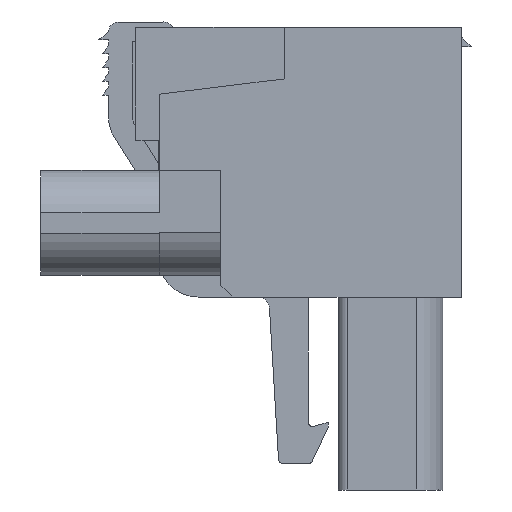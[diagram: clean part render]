
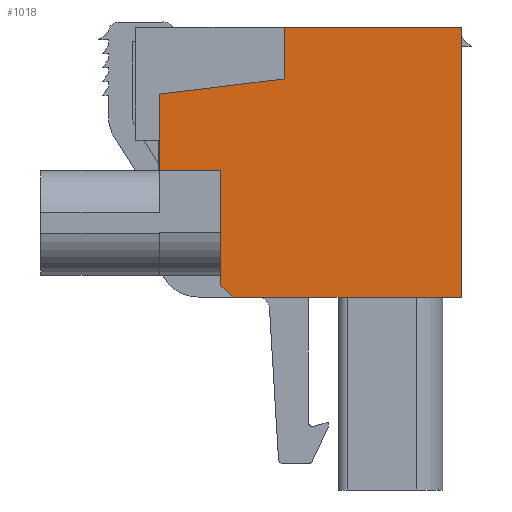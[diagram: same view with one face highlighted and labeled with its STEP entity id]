
A CAD part, left-side view. The second image highlights one B-rep face of the part: STEP entity #1018.
In plain terms, the highlighted planar face has unit normal (-1, 0, 0).
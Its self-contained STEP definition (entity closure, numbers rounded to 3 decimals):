
#986=AXIS2_PLACEMENT_3D('Plane Axis2P3D',#983,#984,#985) ;
#112=CARTESIAN_POINT('Vertex',(0.,9.455,23.375)) ;
#115=CARTESIAN_POINT('Line Origine',(0.,4.977,23.375)) ;
#119=CARTESIAN_POINT('Vertex',(0.,0.5,23.375)) ;
#405=CARTESIAN_POINT('Vertex',(0.,9.455,20.775)) ;
#408=CARTESIAN_POINT('Line Origine',(0.,9.455,22.075)) ;
#436=CARTESIAN_POINT('Vertex',(0.,15.755,20.001)) ;
#439=CARTESIAN_POINT('Line Origine',(0.,12.605,20.388)) ;
#469=CARTESIAN_POINT('Vertex',(0.,12.055,9.75)) ;
#472=CARTESIAN_POINT('Line Origine',(0.,12.355,10.05)) ;
#476=CARTESIAN_POINT('Vertex',(0.,12.655,10.35)) ;
#509=CARTESIAN_POINT('Vertex',(0.,0.5,9.75)) ;
#512=CARTESIAN_POINT('Line Origine',(0.,6.277,9.75)) ;
#909=CARTESIAN_POINT('Line Origine',(0.,0.5,16.563)) ;
#983=CARTESIAN_POINT('Axis2P3D Location',(0.,0.,0.)) ;
#988=CARTESIAN_POINT('Line Origine',(0.,15.755,18.076)) ;
#992=CARTESIAN_POINT('Vertex',(0.,15.755,16.15)) ;
#995=CARTESIAN_POINT('Line Origine',(0.,14.205,16.15)) ;
#999=CARTESIAN_POINT('Vertex',(0.,12.655,16.15)) ;
#1002=CARTESIAN_POINT('Line Origine',(0.,12.655,13.25)) ;
#116=DIRECTION('Vector Direction',(0.,-1.,0.)) ;
#409=DIRECTION('Vector Direction',(0.,0.,1.)) ;
#440=DIRECTION('Vector Direction',(0.,-0.993,0.122)) ;
#473=DIRECTION('Vector Direction',(0.,0.707,0.707)) ;
#513=DIRECTION('Vector Direction',(0.,1.,0.)) ;
#910=DIRECTION('Vector Direction',(0.,0.,-1.)) ;
#984=DIRECTION('Axis2P3D Direction',(-1.,0.,0.)) ;
#985=DIRECTION('Axis2P3D XDirection',(0.,0.,1.)) ;
#989=DIRECTION('Vector Direction',(0.,0.,1.)) ;
#996=DIRECTION('Vector Direction',(0.,1.,0.)) ;
#1003=DIRECTION('Vector Direction',(0.,0.,-1.)) ;
#117=VECTOR('Line Direction',#116,1.) ;
#410=VECTOR('Line Direction',#409,1.) ;
#441=VECTOR('Line Direction',#440,1.) ;
#474=VECTOR('Line Direction',#473,1.) ;
#514=VECTOR('Line Direction',#513,1.) ;
#911=VECTOR('Line Direction',#910,1.) ;
#990=VECTOR('Line Direction',#989,1.) ;
#997=VECTOR('Line Direction',#996,1.) ;
#1004=VECTOR('Line Direction',#1003,1.) ;
#1008=ORIENTED_EDGE('',*,*,#478,.T.) ;
#1009=ORIENTED_EDGE('',*,*,#516,.T.) ;
#1010=ORIENTED_EDGE('',*,*,#913,.T.) ;
#1011=ORIENTED_EDGE('',*,*,#121,.T.) ;
#1012=ORIENTED_EDGE('',*,*,#412,.T.) ;
#1013=ORIENTED_EDGE('',*,*,#443,.T.) ;
#1014=ORIENTED_EDGE('',*,*,#994,.T.) ;
#1015=ORIENTED_EDGE('',*,*,#1001,.F.) ;
#1016=ORIENTED_EDGE('',*,*,#1006,.F.) ;
#1018=ADVANCED_FACE('HOUSING',(#1017),#987,.T.) ;
#121=EDGE_CURVE('',#120,#113,#118,.F.) ;
#412=EDGE_CURVE('',#113,#406,#411,.F.) ;
#443=EDGE_CURVE('',#406,#437,#442,.F.) ;
#478=EDGE_CURVE('',#477,#470,#475,.F.) ;
#516=EDGE_CURVE('',#470,#510,#515,.F.) ;
#913=EDGE_CURVE('',#510,#120,#912,.F.) ;
#994=EDGE_CURVE('',#437,#993,#991,.F.) ;
#1001=EDGE_CURVE('',#1000,#993,#998,.T.) ;
#1006=EDGE_CURVE('',#477,#1000,#1005,.F.) ;
#1007=EDGE_LOOP('',(#1008,#1009,#1010,#1011,#1012,#1013,#1014,#1015,#1016)) ;
#1017=FACE_OUTER_BOUND('',#1007,.T.) ;
#118=LINE('Line',#115,#117) ;
#411=LINE('Line',#408,#410) ;
#442=LINE('Line',#439,#441) ;
#475=LINE('Line',#472,#474) ;
#515=LINE('Line',#512,#514) ;
#912=LINE('Line',#909,#911) ;
#991=LINE('Line',#988,#990) ;
#998=LINE('Line',#995,#997) ;
#1005=LINE('Line',#1002,#1004) ;
#987=PLANE('',#986) ;
#113=VERTEX_POINT('',#112) ;
#120=VERTEX_POINT('',#119) ;
#406=VERTEX_POINT('',#405) ;
#437=VERTEX_POINT('',#436) ;
#470=VERTEX_POINT('',#469) ;
#477=VERTEX_POINT('',#476) ;
#510=VERTEX_POINT('',#509) ;
#993=VERTEX_POINT('',#992) ;
#1000=VERTEX_POINT('',#999) ;
